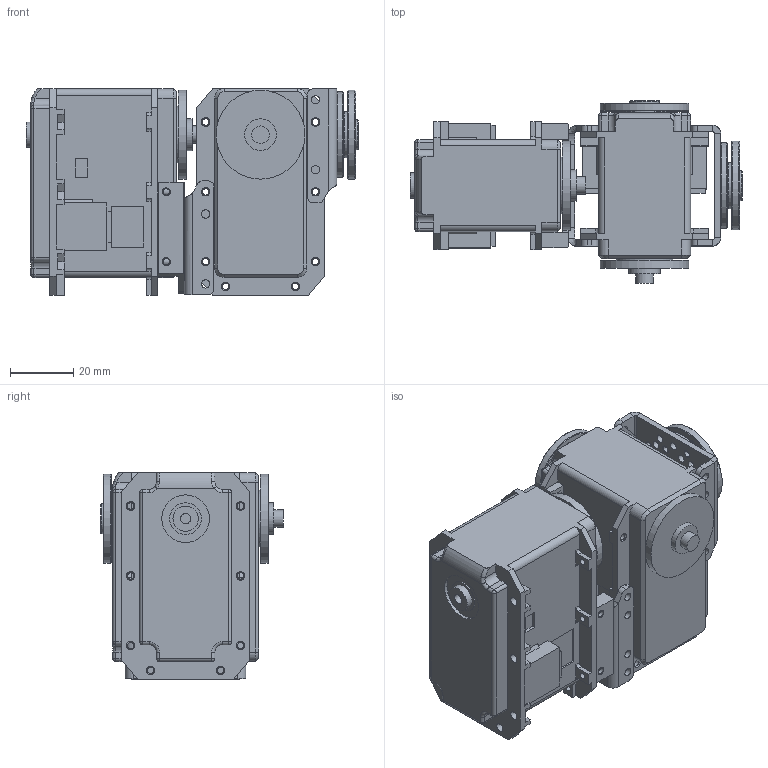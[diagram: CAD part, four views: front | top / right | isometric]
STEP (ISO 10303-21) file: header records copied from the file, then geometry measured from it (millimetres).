
FILE_DESCRIPTION(/* description */ (''),/* implementation_level */ '2;1');
FILE_NAME(/* name */ 'bloc_double106.stp',/* time_stamp */ '2019-05-04T20:26:36+03:00',/* author */ ('User'),/* organization */ (''),/* preprocessor_version */ 'ST-DEVELOPER v16.13',/* originating_system */ 'Autodesk Inventor 2018',/* authorisation */ '');
FILE_SCHEMA (('AUTOMOTIVE_DESIGN { 1 0 10303 214 3 1 1 }'));
Length unit declared in the file: millimetre
Products named in the file (8): bloc_double106; MX-106T; HN05-i101; FR08-B101; FR05-S101; FR05-F101; RX64-CAP; MF128ZZ
Assembly tree (13 placements, depth 2):
  bloc_double106
    MX-106T  x2
    HN05-i101  x2
    RX64-CAP  x2
    MF128ZZ  x3
    FR08-B101
    FR05-S101  x2
    FR05-F101
Bounding box: 104.6 x 57.58 x 65.1 mm (x, y, z)
Volume: 185478.4 mm3; surface area: 52098 mm2
Topology: 13 solids, 82 shells, 1067 faces, 2843 edges, 1826 vertices
Faces by surface type: plane 504, cylinder 408, cone 119, torus 12, sphere 12, bspline 12
Full cylindrical faces by diameter (mm): 2.05 x88, 2.5 x109, 2.6 x16, 2.7 x16, 3 x1, 3.1 x2, 3.2 x2, 4.5 x8, 5.5 x2, 6 x2, 8 x8, 9.5 x2, 10 x9, 12 x5, 14 x5, 14.5 x2, 15 x2, 18 x2, 27 x1, 28 x4
Entity records: 22808 total; most frequent: CARTESIAN_POINT 7049, DIRECTION 3246, ORIENTED_EDGE 2674, EDGE_CURVE 1406, AXIS2_PLACEMENT_3D 1243, EDGE_LOOP 1142, VERTEX_POINT 1070, LINE 760
